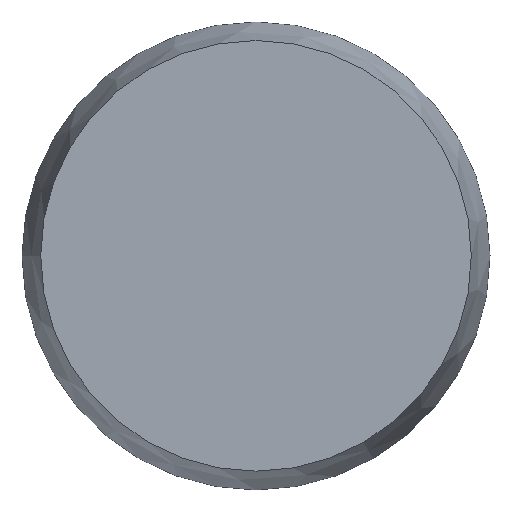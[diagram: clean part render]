
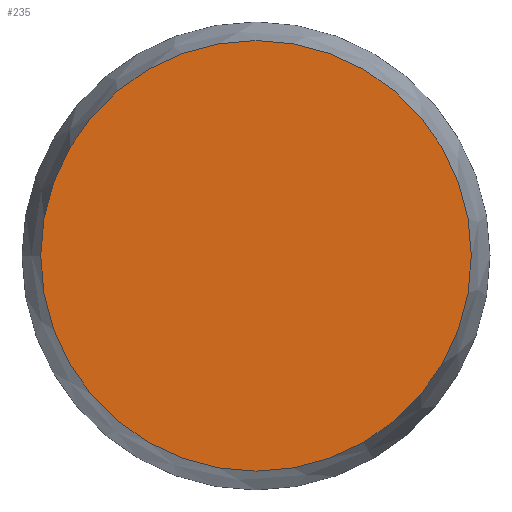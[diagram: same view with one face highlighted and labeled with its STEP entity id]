
A CAD part, top view. The second image highlights one B-rep face of the part: STEP entity #235.
In plain terms, the highlighted planar face has unit normal (0, 0, 1).
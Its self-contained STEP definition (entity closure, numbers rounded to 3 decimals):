
#31=ORIENTED_EDGE('',*,*,#73,.F.);
#73=EDGE_CURVE('',#95,#95,#117,.T.);
#95=VERTEX_POINT('',#414);
#117=CIRCLE('',#273,32.117);
#141=EDGE_LOOP('',(#31));
#185=FACE_BOUND('',#141,.T.);
#226=PLANE('',#274);
#235=ADVANCED_FACE('',(#185),#226,.F.);
#273=AXIS2_PLACEMENT_3D('',#413,#324,#325);
#274=AXIS2_PLACEMENT_3D('',#415,#326,#327);
#324=DIRECTION('',(0.,0.,-1.));
#325=DIRECTION('',(-1.,0.,0.));
#326=DIRECTION('',(0.,0.,-1.));
#327=DIRECTION('',(-1.,0.,0.));
#413=CARTESIAN_POINT('',(0.,0.,-25.8));
#414=CARTESIAN_POINT('',(-32.117,0.,-25.8));
#415=CARTESIAN_POINT('',(16.058,0.,-25.8));
